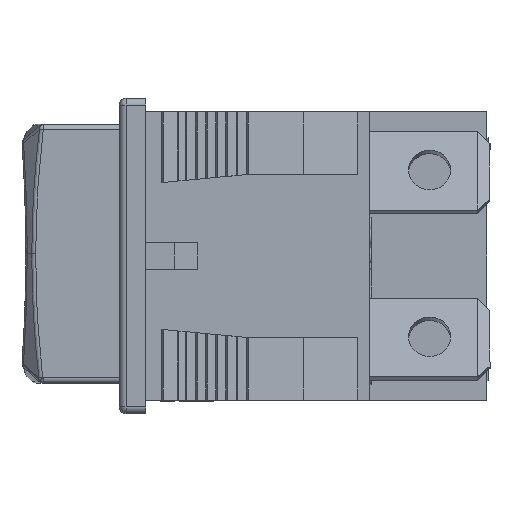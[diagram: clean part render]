
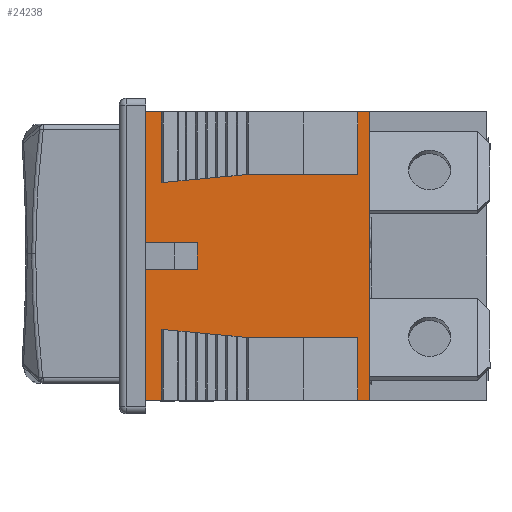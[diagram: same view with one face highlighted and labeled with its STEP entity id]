
A CAD part, left-side view. The second image highlights one B-rep face of the part: STEP entity #24238.
In plain terms, the highlighted planar face has unit normal (-1, 0, 0).
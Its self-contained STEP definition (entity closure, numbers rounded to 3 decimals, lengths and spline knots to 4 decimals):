
#1685=FACE_OUTER_BOUND('',#3001,.T.);
#3001=EDGE_LOOP('',(#18161,#18162,#18163,#18164,#18165,#18166,#18167,#18168,
#18169,#18170,#18171,#18172,#18173,#18174,#18175,#18176));
#3869=LINE('',#32044,#6556);
#4665=LINE('',#35974,#7352);
#4688=LINE('',#36024,#7375);
#5226=LINE('',#38394,#7913);
#5249=LINE('',#38443,#7936);
#5330=LINE('',#38647,#8017);
#5331=LINE('',#38649,#8018);
#5332=LINE('',#38651,#8019);
#5333=LINE('',#38652,#8020);
#5334=LINE('',#38654,#8021);
#5335=LINE('',#38656,#8022);
#5336=LINE('',#38657,#8023);
#5337=LINE('',#38659,#8024);
#5338=LINE('',#38661,#8025);
#5339=LINE('',#38662,#8026);
#5340=LINE('',#38663,#8027);
#6556=VECTOR('',#26591,0.864);
#7352=VECTOR('',#28323,0.0361);
#7375=VECTOR('',#28350,0.477);
#7913=VECTOR('',#29092,0.477);
#7936=VECTOR('',#29119,0.0361);
#8017=VECTOR('',#29362,0.155);
#8018=VECTOR('',#29363,0.079);
#8019=VECTOR('',#29364,0.155);
#8020=VECTOR('',#29365,0.3925);
#8021=VECTOR('',#29366,0.1874);
#8022=VECTOR('',#29367,0.1589);
#8023=VECTOR('',#29368,0.1874);
#8024=VECTOR('',#29369,0.1874);
#8025=VECTOR('',#29370,0.1589);
#8026=VECTOR('',#29371,0.1874);
#8027=VECTOR('',#29372,0.3925);
#9228=VERTEX_POINT('',#32042);
#9229=VERTEX_POINT('',#32043);
#10016=VERTEX_POINT('',#35973);
#10040=VERTEX_POINT('',#36021);
#10041=VERTEX_POINT('',#36023);
#10564=VERTEX_POINT('',#38391);
#10565=VERTEX_POINT('',#38393);
#10589=VERTEX_POINT('',#38441);
#10630=VERTEX_POINT('',#38645);
#10631=VERTEX_POINT('',#38646);
#10632=VERTEX_POINT('',#38648);
#10633=VERTEX_POINT('',#38650);
#10634=VERTEX_POINT('',#38653);
#10635=VERTEX_POINT('',#38655);
#10636=VERTEX_POINT('',#38658);
#10637=VERTEX_POINT('',#38660);
#11509=EDGE_CURVE('',#9228,#9229,#3869,.T.);
#12615=EDGE_CURVE('',#9229,#10016,#4665,.T.);
#12640=EDGE_CURVE('',#10040,#10041,#4688,.T.);
#13269=EDGE_CURVE('',#10565,#10564,#5226,.T.);
#13294=EDGE_CURVE('',#9228,#10589,#5249,.T.);
#13391=EDGE_CURVE('',#10630,#10631,#5330,.T.);
#13392=EDGE_CURVE('',#10631,#10632,#5331,.T.);
#13393=EDGE_CURVE('',#10632,#10633,#5332,.T.);
#13394=EDGE_CURVE('',#10633,#10041,#5333,.T.);
#13395=EDGE_CURVE('',#10634,#10040,#5334,.F.);
#13396=EDGE_CURVE('',#10635,#10634,#5335,.T.);
#13397=EDGE_CURVE('',#10016,#10635,#5336,.T.);
#13398=EDGE_CURVE('',#10636,#10589,#5337,.T.);
#13399=EDGE_CURVE('',#10637,#10636,#5338,.T.);
#13400=EDGE_CURVE('',#10565,#10637,#5339,.F.);
#13401=EDGE_CURVE('',#10564,#10630,#5340,.T.);
#18161=ORIENTED_EDGE('',*,*,#13391,.T.);
#18162=ORIENTED_EDGE('',*,*,#13392,.T.);
#18163=ORIENTED_EDGE('',*,*,#13393,.T.);
#18164=ORIENTED_EDGE('',*,*,#13394,.T.);
#18165=ORIENTED_EDGE('',*,*,#12640,.F.);
#18166=ORIENTED_EDGE('',*,*,#13395,.F.);
#18167=ORIENTED_EDGE('',*,*,#13396,.F.);
#18168=ORIENTED_EDGE('',*,*,#13397,.F.);
#18169=ORIENTED_EDGE('',*,*,#12615,.F.);
#18170=ORIENTED_EDGE('',*,*,#11509,.F.);
#18171=ORIENTED_EDGE('',*,*,#13294,.T.);
#18172=ORIENTED_EDGE('',*,*,#13398,.F.);
#18173=ORIENTED_EDGE('',*,*,#13399,.F.);
#18174=ORIENTED_EDGE('',*,*,#13400,.F.);
#18175=ORIENTED_EDGE('',*,*,#13269,.T.);
#18176=ORIENTED_EDGE('',*,*,#13401,.T.);
#22023=PLANE('',#25719);
#24238=ADVANCED_FACE('',(#1685),#22023,.F.);
#25719=AXIS2_PLACEMENT_3D('',#38644,#29360,#29361);
#26591=DIRECTION('',(0.,0.,-1.));
#28323=DIRECTION('',(0.,1.,0.));
#28350=DIRECTION('',(0.,1.,0.));
#29092=DIRECTION('',(0.,1.,0.));
#29119=DIRECTION('',(0.,1.,0.));
#29360=DIRECTION('center_axis',(1.,0.,0.));
#29361=DIRECTION('ref_axis',(0.,0.,-1.));
#29362=DIRECTION('',(0.,-1.,0.));
#29363=DIRECTION('',(0.,0.,-1.));
#29364=DIRECTION('',(0.,1.,0.));
#29365=DIRECTION('',(0.,0.,-1.));
#29366=DIRECTION('',(0.,0.,1.));
#29367=DIRECTION('',(0.,1.,0.));
#29368=DIRECTION('',(0.,0.,1.));
#29369=DIRECTION('',(0.,0.,1.));
#29370=DIRECTION('',(0.,-1.,0.));
#29371=DIRECTION('',(0.,0.,1.));
#29372=DIRECTION('',(0.,0.,-1.));
#32042=CARTESIAN_POINT('',(-1.1996,-0.2624,0.432));
#32043=CARTESIAN_POINT('',(-1.1996,-0.2624,-0.432));
#32044=CARTESIAN_POINT('',(-1.1996,-0.2624,0.432));
#35973=CARTESIAN_POINT('',(-1.1996,-0.2263,-0.432));
#35974=CARTESIAN_POINT('',(-1.1996,-0.2624,-0.432));
#36021=CARTESIAN_POINT('',(-1.1996,-0.0674,-0.432));
#36023=CARTESIAN_POINT('',(-1.1996,0.4096,-0.432));
#36024=CARTESIAN_POINT('',(-1.1996,-0.0674,-0.432));
#38391=CARTESIAN_POINT('',(-1.1996,0.4096,0.432));
#38393=CARTESIAN_POINT('',(-1.1996,-0.0674,0.432));
#38394=CARTESIAN_POINT('',(-1.1996,-0.0674,0.432));
#38441=CARTESIAN_POINT('',(-1.1996,-0.2263,0.432));
#38443=CARTESIAN_POINT('',(-1.1996,-0.2624,0.432));
#38644=CARTESIAN_POINT('Origin',(-1.1996,0.4096,0.432));
#38645=CARTESIAN_POINT('',(-1.1996,0.4096,0.0395));
#38646=CARTESIAN_POINT('',(-1.1996,0.2546,0.0395));
#38647=CARTESIAN_POINT('',(-1.1996,0.4096,0.0395));
#38648=CARTESIAN_POINT('',(-1.1996,0.2546,-0.0395));
#38649=CARTESIAN_POINT('',(-1.1996,0.2546,0.0395));
#38650=CARTESIAN_POINT('',(-1.1996,0.4096,-0.0395));
#38651=CARTESIAN_POINT('',(-1.1996,0.2546,-0.0395));
#38652=CARTESIAN_POINT('',(-1.1996,0.4096,-0.0395));
#38653=CARTESIAN_POINT('',(-1.1996,-0.0674,-0.2446));
#38654=CARTESIAN_POINT('',(-1.1996,-0.0674,-0.432));
#38655=CARTESIAN_POINT('',(-1.1996,-0.2263,-0.2446));
#38656=CARTESIAN_POINT('',(-1.1996,-0.2263,-0.2446));
#38657=CARTESIAN_POINT('',(-1.1996,-0.2263,-0.432));
#38658=CARTESIAN_POINT('',(-1.1996,-0.2263,0.2446));
#38659=CARTESIAN_POINT('',(-1.1996,-0.2263,0.2446));
#38660=CARTESIAN_POINT('',(-1.1996,-0.0674,0.2446));
#38661=CARTESIAN_POINT('',(-1.1996,-0.0674,0.2446));
#38662=CARTESIAN_POINT('',(-1.1996,-0.0674,0.2446));
#38663=CARTESIAN_POINT('',(-1.1996,0.4096,0.432));
